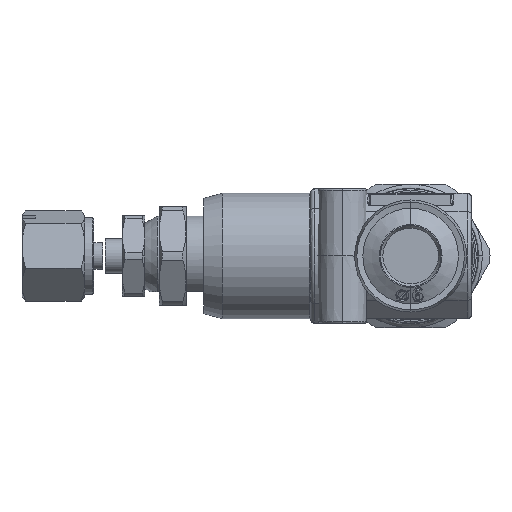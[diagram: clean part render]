
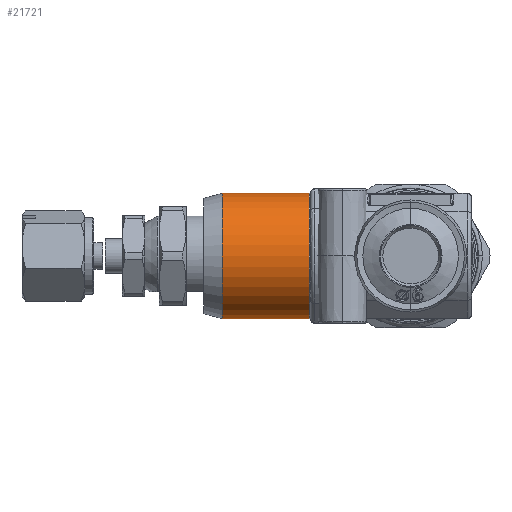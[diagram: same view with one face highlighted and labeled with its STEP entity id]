
A CAD part, left-side view. The second image highlights one B-rep face of the part: STEP entity #21721.
In plain terms, the highlighted cylindrical face has radius 7 mm (diameter 14 mm), a partial arc.
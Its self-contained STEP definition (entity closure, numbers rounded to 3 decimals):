
#1010 = AXIS2_PLACEMENT_3D ( 'NONE', #21322, #21530, #9733 ) ;
#1788 = VERTEX_POINT ( 'NONE', #24023 ) ;
#4060 = EDGE_CURVE ( 'NONE', #1788, #10410, #30373, .T. ) ;
#4217 = LINE ( 'NONE', #25612, #21409 ) ;
#5028 = CIRCLE ( 'NONE', #1010, 7. ) ;
#5807 = DIRECTION ( 'NONE',  ( 0., -1., 0. ) ) ;
#6209 = VERTEX_POINT ( 'NONE', #27846 ) ;
#6491 = EDGE_CURVE ( 'NONE', #23932, #1788, #10766, .T. ) ;
#7202 = DIRECTION ( 'NONE',  ( 0., -1., 0. ) ) ;
#7623 = DIRECTION ( 'NONE',  ( 0., 1., 0. ) ) ;
#7649 = AXIS2_PLACEMENT_3D ( 'NONE', #19757, #28545, #26068 ) ;
#9238 = EDGE_LOOP ( 'NONE', ( #29822, #21093, #11794, #17924, #24386 ) ) ;
#9387 = AXIS2_PLACEMENT_3D ( 'NONE', #18899, #7202, #19011 ) ;
#9733 = DIRECTION ( 'NONE',  ( 0., 0., -1. ) ) ;
#10410 = VERTEX_POINT ( 'NONE', #18668 ) ;
#10766 = LINE ( 'NONE', #19856, #23622 ) ;
#11794 = ORIENTED_EDGE ( 'NONE', *, *, #6491, .T. ) ;
#12618 = CARTESIAN_POINT ( 'NONE',  ( 0., 11.3, 0. ) ) ;
#14225 = EDGE_CURVE ( 'NONE', #10410, #26576, #5028, .T. ) ;
#14316 = CYLINDRICAL_SURFACE ( 'NONE', #7649, 7. ) ;
#14669 = FACE_OUTER_BOUND ( 'NONE', #9238, .T. ) ;
#14838 = EDGE_CURVE ( 'NONE', #6209, #26576, #4217, .T. ) ;
#17924 = ORIENTED_EDGE ( 'NONE', *, *, #4060, .T. ) ;
#18668 = CARTESIAN_POINT ( 'NONE',  ( -7., 11.3, 0. ) ) ;
#18899 = CARTESIAN_POINT ( 'NONE',  ( 0., 20.997, 0. ) ) ;
#19011 = DIRECTION ( 'NONE',  ( 0., 0., -1. ) ) ;
#19757 = CARTESIAN_POINT ( 'NONE',  ( 0., -1.05, 0. ) ) ;
#19856 = CARTESIAN_POINT ( 'NONE',  ( 0., -1.05, -7. ) ) ;
#21093 = ORIENTED_EDGE ( 'NONE', *, *, #21273, .T. ) ;
#21126 = DIRECTION ( 'NONE',  ( 0., -1., 0. ) ) ;
#21273 = EDGE_CURVE ( 'NONE', #6209, #23932, #22025, .T. ) ;
#21322 = CARTESIAN_POINT ( 'NONE',  ( 0., 11.3, 0. ) ) ;
#21409 = VECTOR ( 'NONE', #21126, 1000. ) ;
#21530 = DIRECTION ( 'NONE',  ( 0., 1., 0. ) ) ;
#21721 = ADVANCED_FACE ( 'NONE', ( #14669 ), #14316, .T. ) ;
#21959 = DIRECTION ( 'NONE',  ( 0., 0., -1. ) ) ;
#22025 = CIRCLE ( 'NONE', #9387, 7. ) ;
#22607 = CARTESIAN_POINT ( 'NONE',  ( 0., 20.997, -7. ) ) ;
#23622 = VECTOR ( 'NONE', #5807, 1000. ) ;
#23932 = VERTEX_POINT ( 'NONE', #22607 ) ;
#24023 = CARTESIAN_POINT ( 'NONE',  ( 0., 11.3, -7. ) ) ;
#24386 = ORIENTED_EDGE ( 'NONE', *, *, #14225, .T. ) ;
#25573 = AXIS2_PLACEMENT_3D ( 'NONE', #12618, #7623, #21959 ) ;
#25612 = CARTESIAN_POINT ( 'NONE',  ( 0., -1.05, 7. ) ) ;
#26068 = DIRECTION ( 'NONE',  ( 0., 0., -1. ) ) ;
#26576 = VERTEX_POINT ( 'NONE', #27269 ) ;
#27269 = CARTESIAN_POINT ( 'NONE',  ( 0., 11.3, 7. ) ) ;
#27846 = CARTESIAN_POINT ( 'NONE',  ( 0., 20.997, 7. ) ) ;
#28545 = DIRECTION ( 'NONE',  ( 0., -1., 0. ) ) ;
#29822 = ORIENTED_EDGE ( 'NONE', *, *, #14838, .F. ) ;
#30373 = CIRCLE ( 'NONE', #25573, 7. ) ;
